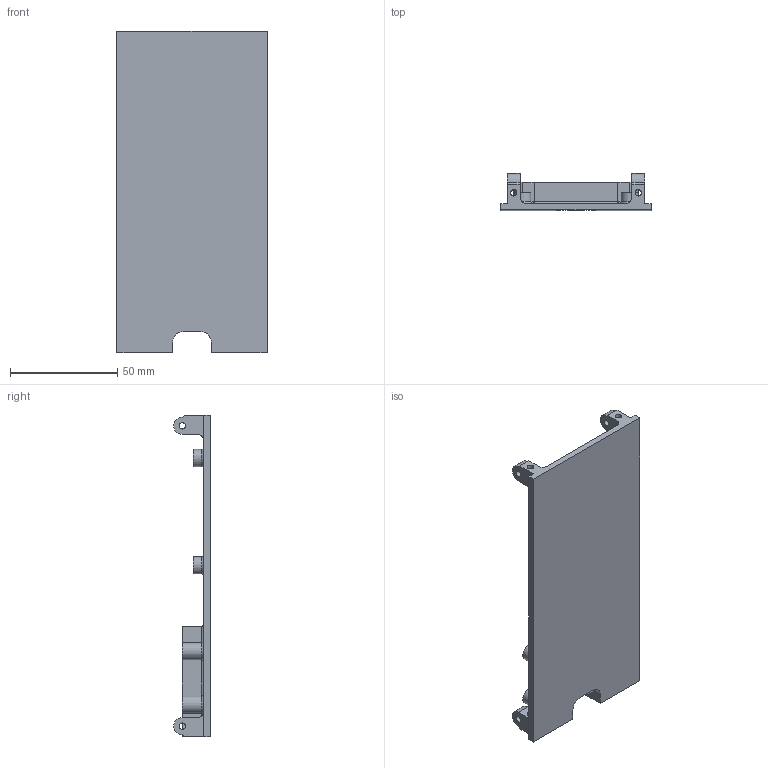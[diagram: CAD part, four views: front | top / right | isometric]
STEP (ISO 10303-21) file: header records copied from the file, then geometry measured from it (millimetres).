
FILE_DESCRIPTION(/* description */ (''),/* implementation_level */ '2;1');
FILE_NAME(/* name */ 'base_plate.step',/* time_stamp */ '2024-07-12T17:56:45+09:00',/* author */ (''),/* organization */ (''),/* preprocessor_version */ 'ST-DEVELOPER v20',/* originating_system */ 'Autodesk Translation Framework v13.14.0.145',/* authorisation */ '');
FILE_SCHEMA (('AUTOMOTIVE_DESIGN { 1 0 10303 214 3 1 1 }'));
Length unit declared in the file: millimetre
Products named in the file (1): base_plate
Bounding box: 70 x 17 x 150 mm (x, y, z)
Volume: 44458.5 mm3; surface area: 28156 mm2
Topology: 1 solids, 1 shells, 129 faces, 315 edges, 200 vertices
Faces by surface type: plane 59, cylinder 58, torus 12
Full cylindrical faces by diameter (mm): 3 x16, 8 x4
Entity records: 3921 total; most frequent: CARTESIAN_POINT 719, DIRECTION 689, ORIENTED_EDGE 630, EDGE_CURVE 315, AXIS2_PLACEMENT_3D 252, VERTEX_POINT 200, LINE 185, VECTOR 185
